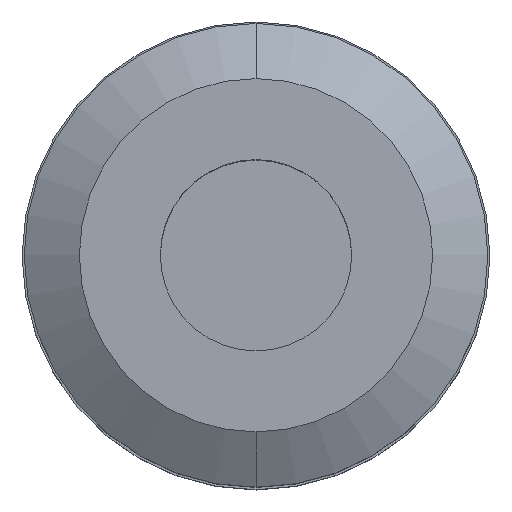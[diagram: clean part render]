
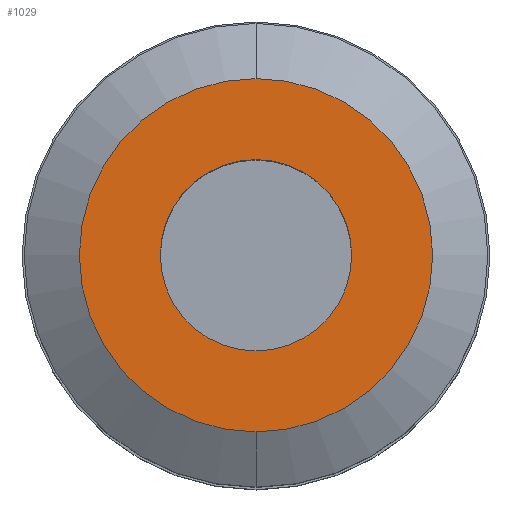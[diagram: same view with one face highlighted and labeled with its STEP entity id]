
A CAD part, top view. The second image highlights one B-rep face of the part: STEP entity #1029.
In plain terms, the highlighted planar face has unit normal (0, 0, 1).
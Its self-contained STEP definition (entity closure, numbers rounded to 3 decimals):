
#27 = EDGE_CURVE ( 'NONE', #145, #366, #1542, .T. ) ;
#72 = DIRECTION ( 'NONE',  ( 0., -1., 0. ) ) ;
#97 = AXIS2_PLACEMENT_3D ( 'NONE', #734, #1623, #1095 ) ;
#99 = DIRECTION ( 'NONE',  ( 0., 0., -1. ) ) ;
#145 = VERTEX_POINT ( 'NONE', #266 ) ;
#147 = DIRECTION ( 'NONE',  ( 0., 1., 0. ) ) ;
#233 = ORIENTED_EDGE ( 'NONE', *, *, #1653, .F. ) ;
#266 = CARTESIAN_POINT ( 'NONE',  ( 0., 13., 70. ) ) ;
#286 = AXIS2_PLACEMENT_3D ( 'NONE', #831, #99, #1177 ) ;
#337 = DIRECTION ( 'NONE',  ( 0., 0., -1. ) ) ;
#366 = VERTEX_POINT ( 'NONE', #712 ) ;
#474 = EDGE_CURVE ( 'NONE', #366, #145, #1113, .T. ) ;
#518 = AXIS2_PLACEMENT_3D ( 'NONE', #1610, #833, #72 ) ;
#536 = CARTESIAN_POINT ( 'NONE',  ( 0., 0., 70. ) ) ;
#543 = FACE_BOUND ( 'NONE', #947, .T. ) ;
#679 = CIRCLE ( 'NONE', #286, 24. ) ;
#690 = AXIS2_PLACEMENT_3D ( 'NONE', #536, #927, #147 ) ;
#712 = CARTESIAN_POINT ( 'NONE',  ( 0., -13., 70. ) ) ;
#734 = CARTESIAN_POINT ( 'NONE',  ( 0., 0., 70. ) ) ;
#802 = FACE_OUTER_BOUND ( 'NONE', #1257, .T. ) ;
#831 = CARTESIAN_POINT ( 'NONE',  ( 0., 0., 70. ) ) ;
#833 = DIRECTION ( 'NONE',  ( 0., 0., 1. ) ) ;
#839 = CARTESIAN_POINT ( 'NONE',  ( 0., 24., 70. ) ) ;
#865 = CIRCLE ( 'NONE', #1102, 24. ) ;
#921 = ORIENTED_EDGE ( 'NONE', *, *, #474, .T. ) ;
#927 = DIRECTION ( 'NONE',  ( 0., 0., -1. ) ) ;
#947 = EDGE_LOOP ( 'NONE', ( #1363, #921 ) ) ;
#994 = VERTEX_POINT ( 'NONE', #1077 ) ;
#1029 = ADVANCED_FACE ( 'NONE', ( #543, #802 ), #1202, .T. ) ;
#1077 = CARTESIAN_POINT ( 'NONE',  ( 0., -24., 70. ) ) ;
#1082 = VERTEX_POINT ( 'NONE', #839 ) ;
#1095 = DIRECTION ( 'NONE',  ( 0., 1., 0. ) ) ;
#1102 = AXIS2_PLACEMENT_3D ( 'NONE', #1258, #337, #1397 ) ;
#1113 = CIRCLE ( 'NONE', #97, 13. ) ;
#1177 = DIRECTION ( 'NONE',  ( 0., 1., 0. ) ) ;
#1202 = PLANE ( 'NONE',  #518 ) ;
#1257 = EDGE_LOOP ( 'NONE', ( #1552, #233 ) ) ;
#1258 = CARTESIAN_POINT ( 'NONE',  ( 0., 0., 70. ) ) ;
#1363 = ORIENTED_EDGE ( 'NONE', *, *, #27, .T. ) ;
#1397 = DIRECTION ( 'NONE',  ( 0., 1., 0. ) ) ;
#1485 = EDGE_CURVE ( 'NONE', #1082, #994, #865, .T. ) ;
#1542 = CIRCLE ( 'NONE', #690, 13. ) ;
#1552 = ORIENTED_EDGE ( 'NONE', *, *, #1485, .F. ) ;
#1610 = CARTESIAN_POINT ( 'NONE',  ( 0., 24., 70. ) ) ;
#1623 = DIRECTION ( 'NONE',  ( 0., 0., -1. ) ) ;
#1653 = EDGE_CURVE ( 'NONE', #994, #1082, #679, .T. ) ;
